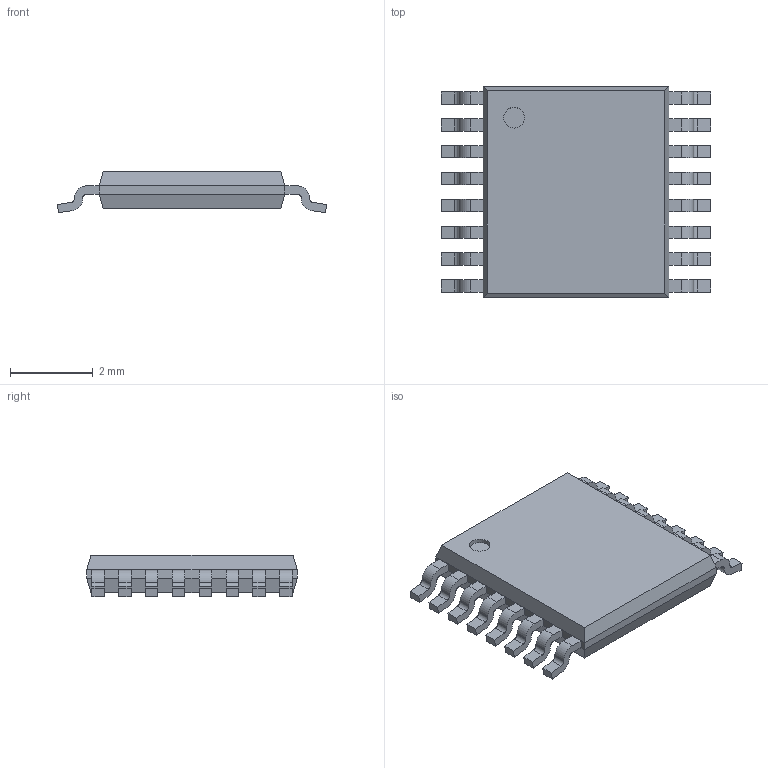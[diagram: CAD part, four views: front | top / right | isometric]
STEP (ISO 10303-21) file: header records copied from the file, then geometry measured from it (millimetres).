
FILE_DESCRIPTION(/* description */ (''),/* implementation_level */ '2;1');
FILE_NAME(/* name */ '16-TSSOP 5x4.4x1mm .65mm Pitch v2.step',/* time_stamp */ '2019-12-09T16:48:31+00:00',/* author */ (''),/* organization */ (''),/* preprocessor_version */ 'ST-DEVELOPER v18',/* originating_system */ 'Autodesk Translation Framework v8.12.0.6',/* authorisation */ '');
FILE_SCHEMA (('AUTOMOTIVE_DESIGN { 1 0 10303 214 3 1 1 }'));
Length unit declared in the file: millimetre
Products named in the file (6): 16-TSSOP 5x4.4x1mm .65mm Pitch; Body; Pins; Single Pin; Pins(Mirror); Single Pin(Mirror)
Assembly tree (19 placements, depth 3):
  16-TSSOP 5x4.4x1mm .65mm Pitch
    Body
    Pins
      Single Pin  x8
    Pins(Mirror)
      Single Pin(Mirror)  x8
Bounding box: 6.53 x 5.1 x 1 mm (x, y, z)
Volume: 21.2 mm3; surface area: 81.5 mm2
Topology: 17 solids, 17 shells, 240 faces, 607 edges, 402 vertices
Faces by surface type: plane 175, cylinder 65
Full cylindrical faces by diameter (mm): 0.5 x1
Entity records: 1534 total; most frequent: DIRECTION 261, CARTESIAN_POINT 239, ORIENTED_EDGE 206, EDGE_CURVE 103, AXIS2_PLACEMENT_3D 88, LINE 85, VECTOR 85, VERTEX_POINT 66
